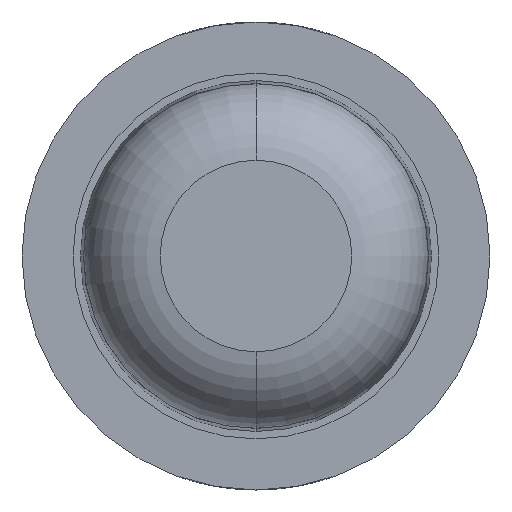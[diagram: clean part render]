
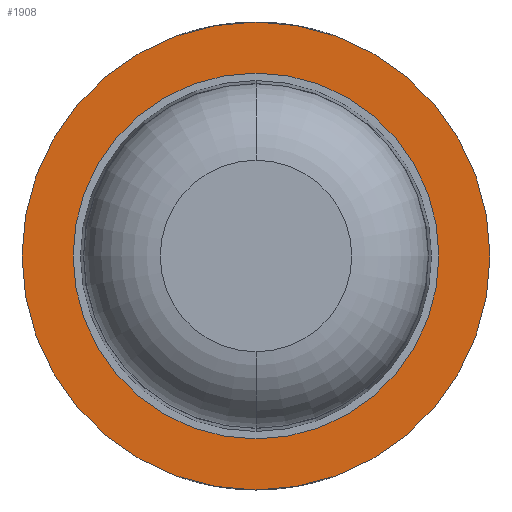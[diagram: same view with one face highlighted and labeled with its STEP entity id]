
A CAD part, front view. The second image highlights one B-rep face of the part: STEP entity #1908.
In plain terms, the highlighted planar face has unit normal (0, -1, 0).
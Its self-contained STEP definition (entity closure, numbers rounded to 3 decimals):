
#40 = VERTEX_POINT ( 'NONE', #3613 ) ;
#50 = CARTESIAN_POINT ( 'NONE',  ( 0., -7., 0. ) ) ;
#79 = VERTEX_POINT ( 'NONE', #708 ) ;
#356 = CIRCLE ( 'NONE', #1460, 0.825 ) ;
#384 = DIRECTION ( 'NONE',  ( 0., 1., 0. ) ) ;
#417 = CIRCLE ( 'NONE', #491, 1.1 ) ;
#423 = EDGE_LOOP ( 'NONE', ( #4445, #2672 ) ) ;
#484 = EDGE_CURVE ( 'Defeature ausgef�hrt2_2+Defeature ausgef�hrt2_3+Defeature ausgef�hrt2_3+Defeature ausgef�hrt2_3', #79, #40, #417, .T. ) ;
#491 = AXIS2_PLACEMENT_3D ( 'NONE', #2839, #3239, #1009 ) ;
#708 = CARTESIAN_POINT ( 'NONE',  ( 0., -7., -1.1 ) ) ;
#871 = EDGE_CURVE ( 'Defeature ausgef�hrt2_3+Defeature ausgef�hrt2_4+Defeature ausgef�hrt2_4+Defeature ausgef�hrt2_4', #1006, #4376, #356, .T. ) ;
#1006 = VERTEX_POINT ( 'NONE', #4336 ) ;
#1009 = DIRECTION ( 'NONE',  ( 0., 0., 1. ) ) ;
#1161 = AXIS2_PLACEMENT_3D ( 'NONE', #50, #384, #2911 ) ;
#1338 = AXIS2_PLACEMENT_3D ( 'NONE', #3461, #2354, #3051 ) ;
#1460 = AXIS2_PLACEMENT_3D ( 'NONE', #2368, #1641, #2385 ) ;
#1588 = EDGE_CURVE ( 'Defeature ausgef�hrt2_3+Defeature ausgef�hrt2_4+Defeature ausgef�hrt2_4+Defeature ausgef�hrt2_4', #4376, #1006, #4536, .T. ) ;
#1641 = DIRECTION ( 'NONE',  ( 0., 1., 0. ) ) ;
#1908 = ADVANCED_FACE ( 'Defeature ausgef�hrt2_3', ( #2049, #2780 ), #4522, .F. ) ;
#2049 = FACE_OUTER_BOUND ( 'NONE', #423, .T. ) ;
#2228 = EDGE_LOOP ( 'NONE', ( #2701, #3905 ) ) ;
#2354 = DIRECTION ( 'NONE',  ( 0., 1., 0. ) ) ;
#2359 = CARTESIAN_POINT ( 'NONE',  ( 0., -7., -0.825 ) ) ;
#2368 = CARTESIAN_POINT ( 'NONE',  ( 0., -7., 0. ) ) ;
#2385 = DIRECTION ( 'NONE',  ( 0., 0., 1. ) ) ;
#2672 = ORIENTED_EDGE ( 'NONE', *, *, #484, .F. ) ;
#2701 = ORIENTED_EDGE ( 'NONE', *, *, #871, .T. ) ;
#2727 = EDGE_CURVE ( 'Defeature ausgef�hrt2_2+Defeature ausgef�hrt2_3+Defeature ausgef�hrt2_3+Defeature ausgef�hrt2_3', #40, #79, #3536, .T. ) ;
#2780 = FACE_BOUND ( 'NONE', #2228, .T. ) ;
#2839 = CARTESIAN_POINT ( 'NONE',  ( 0., -7., 0. ) ) ;
#2911 = DIRECTION ( 'NONE',  ( 0., 0., 1. ) ) ;
#2975 = CARTESIAN_POINT ( 'NONE',  ( 0., -7., 0. ) ) ;
#3051 = DIRECTION ( 'NONE',  ( 0., 0., 1. ) ) ;
#3239 = DIRECTION ( 'NONE',  ( 0., 1., 0. ) ) ;
#3322 = DIRECTION ( 'NONE',  ( 0., 1., 0. ) ) ;
#3461 = CARTESIAN_POINT ( 'NONE',  ( 1.1, -7., 0. ) ) ;
#3536 = CIRCLE ( 'NONE', #3688, 1.1 ) ;
#3613 = CARTESIAN_POINT ( 'NONE',  ( 0., -7., 1.1 ) ) ;
#3681 = DIRECTION ( 'NONE',  ( 0., 0., 1. ) ) ;
#3688 = AXIS2_PLACEMENT_3D ( 'NONE', #2975, #3322, #3681 ) ;
#3905 = ORIENTED_EDGE ( 'NONE', *, *, #1588, .T. ) ;
#4336 = CARTESIAN_POINT ( 'NONE',  ( 0., -7., 0.825 ) ) ;
#4376 = VERTEX_POINT ( 'NONE', #2359 ) ;
#4445 = ORIENTED_EDGE ( 'NONE', *, *, #2727, .F. ) ;
#4522 = PLANE ( 'NONE',  #1338 ) ;
#4536 = CIRCLE ( 'NONE', #1161, 0.825 ) ;
